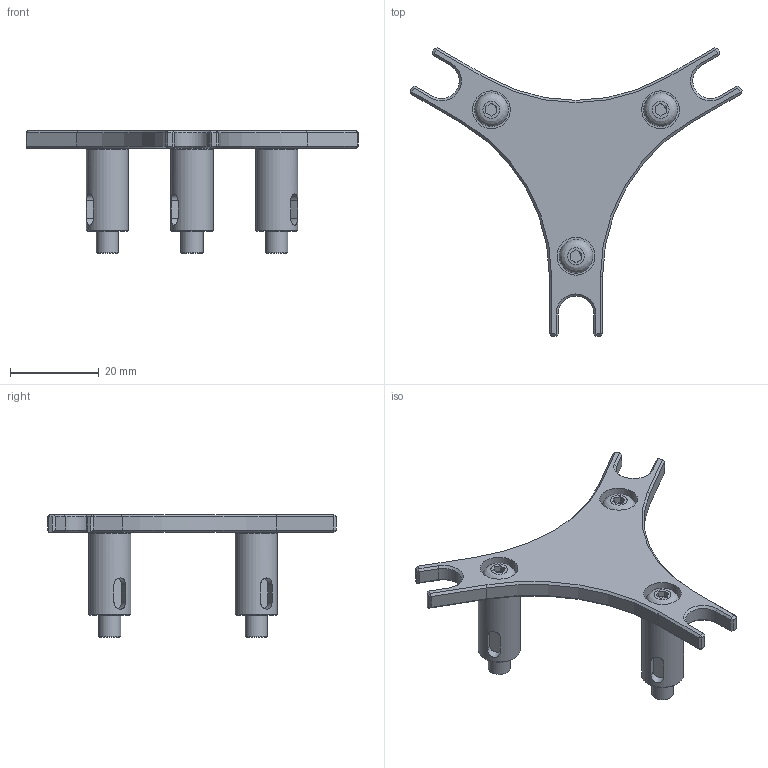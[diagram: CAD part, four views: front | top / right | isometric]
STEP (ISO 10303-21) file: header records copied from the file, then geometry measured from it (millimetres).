
FILE_DESCRIPTION(/* description */ ('ASSIEME PRESSORE PZP 80'),/* implementation_level */ '2;1');
FILE_NAME(/* name */ 'PZP-80-P.stp',/* time_stamp */ '2019-11-04T15:28:47+01:00',/* author */ ('Tecnico'),/* organization */ (''),/* preprocessor_version */ 'ST-DEVELOPER v17',/* originating_system */ 'Autodesk Inventor 2019',/* authorisation */ '');
FILE_SCHEMA (('AUTOMOTIVE_DESIGN { 1 0 10303 214 3 1 1 }'));
Length unit declared in the file: millimetre
Products named in the file (4): PZP-80-P; ISO 7380-1 - M4 x 8; PZP-80-PERNO-PRESSORE; PZP-80-PRESSORE
Assembly tree (7 placements, depth 2):
  PZP-80-P
    ISO 7380-1 - M4 x 8  x3
    PZP-80-PERNO-PRESSORE  x3
    PZP-80-PRESSORE
Bounding box: 74.78 x 64.95 x 27.7 mm (x, y, z)
Volume: 9575.8 mm3; surface area: 7495.6 mm2
Topology: 7 solids, 7 shells, 205 faces, 485 edges, 309 vertices
Faces by surface type: plane 127, cylinder 36, cone 36, torus 3, bspline 3
Full cylindrical faces by diameter (mm): 3.242 x3, 4 x3, 5 x3, 5.6 x3, 6 x3, 7.6 x3, 8.5 x3, 9.5 x3
Entity records: 4093 total; most frequent: CARTESIAN_POINT 744, DIRECTION 680, ORIENTED_EDGE 642, EDGE_CURVE 321, LINE 234, VECTOR 234, AXIS2_PLACEMENT_3D 223, VERTEX_POINT 199
